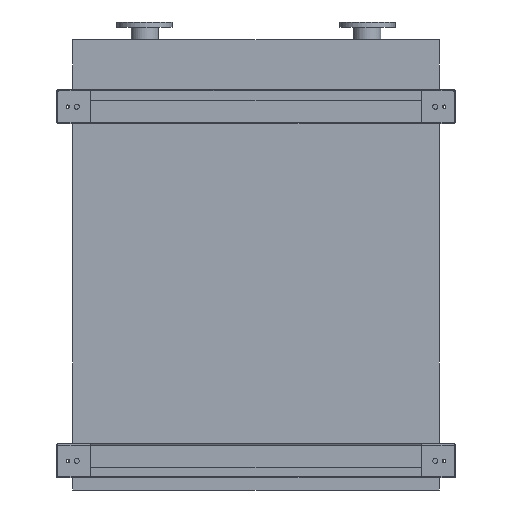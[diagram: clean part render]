
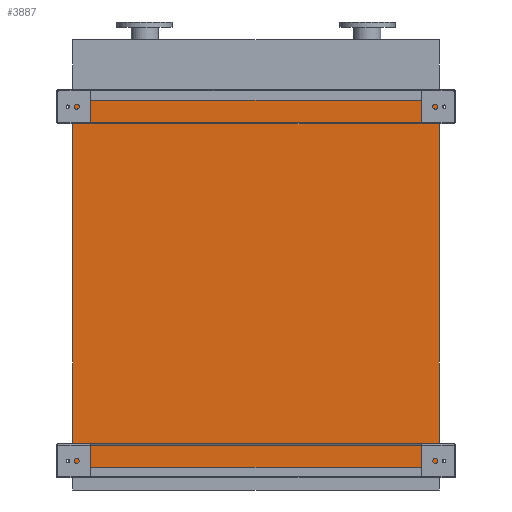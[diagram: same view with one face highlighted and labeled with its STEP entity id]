
A CAD part, front view. The second image highlights one B-rep face of the part: STEP entity #3887.
In plain terms, the highlighted planar face has unit normal (0, -1, 0).
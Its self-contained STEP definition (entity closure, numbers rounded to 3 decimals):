
#1402 = CARTESIAN_POINT ( 'NONE',  ( 725., 0., -1450. ) ) ;
#3235 = CARTESIAN_POINT ( 'NONE',  ( -725., 0., 0. ) ) ;
#3644 = VERTEX_POINT ( 'NONE', #3235 ) ;
#3887 = ADVANCED_FACE ( 'NONE', ( #9757 ), #3954, .T. ) ;
#3954 = PLANE ( 'NONE',  #4472 ) ;
#4096 = ORIENTED_EDGE ( 'NONE', *, *, #4955, .F. ) ;
#4113 = ORIENTED_EDGE ( 'NONE', *, *, #14028, .F. ) ;
#4216 = DIRECTION ( 'NONE',  ( 1., 0., 0. ) ) ;
#4284 = ORIENTED_EDGE ( 'NONE', *, *, #22435, .T. ) ;
#4329 = ORIENTED_EDGE ( 'NONE', *, *, #13301, .T. ) ;
#4472 = AXIS2_PLACEMENT_3D ( 'NONE', #16371, #18107, #7618 ) ;
#4870 = VERTEX_POINT ( 'NONE', #17480 ) ;
#4955 = EDGE_CURVE ( 'NONE', #3644, #7450, #5466, .T. ) ;
#5466 = LINE ( 'NONE', #8929, #18944 ) ;
#7012 = LINE ( 'NONE', #14692, #20413 ) ;
#7177 = DIRECTION ( 'NONE',  ( 1., 0., 0. ) ) ;
#7450 = VERTEX_POINT ( 'NONE', #16742 ) ;
#7618 = DIRECTION ( 'NONE',  ( 0., 0., -1. ) ) ;
#7898 = LINE ( 'NONE', #22437, #12601 ) ;
#8671 = VERTEX_POINT ( 'NONE', #1402 ) ;
#8929 = CARTESIAN_POINT ( 'NONE',  ( -725., 0., 0. ) ) ;
#9757 = FACE_OUTER_BOUND ( 'NONE', #13844, .T. ) ;
#10341 = DIRECTION ( 'NONE',  ( 0., 0., 1. ) ) ;
#12601 = VECTOR ( 'NONE', #10341, 1000. ) ;
#13301 = EDGE_CURVE ( 'NONE', #8671, #7450, #7012, .T. ) ;
#13844 = EDGE_LOOP ( 'NONE', ( #4096, #4113, #4284, #4329 ) ) ;
#14028 = EDGE_CURVE ( 'NONE', #4870, #3644, #7898, .T. ) ;
#14087 = VECTOR ( 'NONE', #4216, 1000. ) ;
#14692 = CARTESIAN_POINT ( 'NONE',  ( 725., 0., -1450. ) ) ;
#14883 = CARTESIAN_POINT ( 'NONE',  ( -725., 0., -1450. ) ) ;
#16371 = CARTESIAN_POINT ( 'NONE',  ( -725., 0., -1450. ) ) ;
#16742 = CARTESIAN_POINT ( 'NONE',  ( 725., 0., 0. ) ) ;
#17480 = CARTESIAN_POINT ( 'NONE',  ( -725., 0., -1450. ) ) ;
#18107 = DIRECTION ( 'NONE',  ( 0., -1., 0. ) ) ;
#18143 = LINE ( 'NONE', #14883, #14087 ) ;
#18944 = VECTOR ( 'NONE', #7177, 1000. ) ;
#19956 = DIRECTION ( 'NONE',  ( 0., 0., 1. ) ) ;
#20413 = VECTOR ( 'NONE', #19956, 1000. ) ;
#22435 = EDGE_CURVE ( 'NONE', #4870, #8671, #18143, .T. ) ;
#22437 = CARTESIAN_POINT ( 'NONE',  ( -725., 0., -1450. ) ) ;
